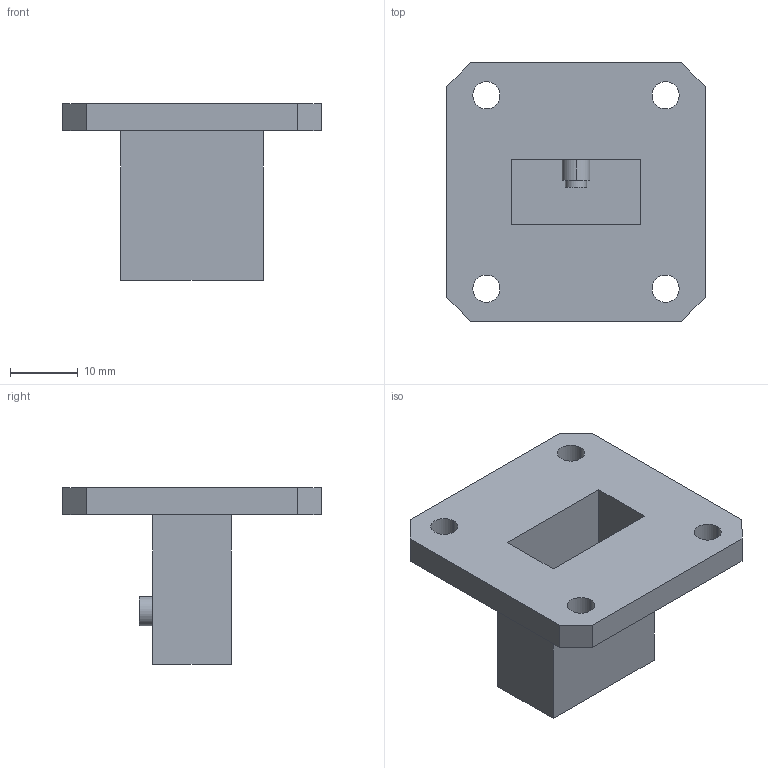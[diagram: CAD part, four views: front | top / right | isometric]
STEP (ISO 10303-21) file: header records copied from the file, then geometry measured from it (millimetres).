
FILE_DESCRIPTION(('STEP AP214'),'1');
FILE_NAME('coaxToWaveguide.stp','2018-10-30T13:29:20',('migue'),(' '),'Spatial InterOp 3D','CST ACIS InterOp Converter 2016',' ');
FILE_SCHEMA(('automotive_design'));
Length unit declared in the file: millimetre
Products named in the file (4): coaxial|dielectric; 1; 2; waveguide|shell
Bounding box: 38.1 x 38.1 x 26 mm (x, y, z)
Volume: 6385.3 mm3; surface area: 6610.5 mm2
Topology: 4 solids, 4 shells, 49 faces, 114 edges, 76 vertices
Faces by surface type: plane 27, cylinder 22
Entity records: 1928 total; most frequent: DIRECTION 264, CARTESIAN_POINT 243, ORIENTED_EDGE 228, EDGE_CURVE 114, AXIS2_PLACEMENT_3D 97, VERTEX_POINT 76, LINE 70, VECTOR 70
